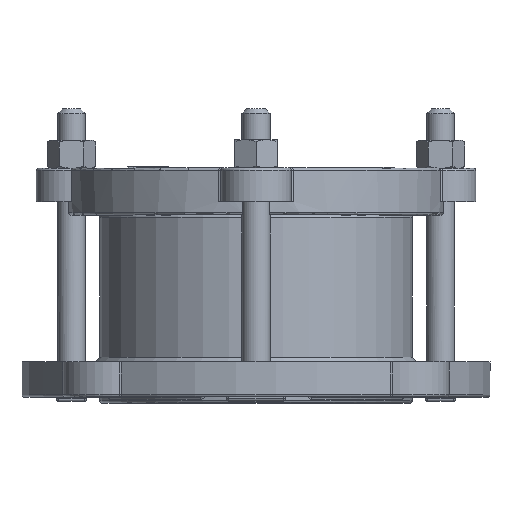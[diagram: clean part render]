
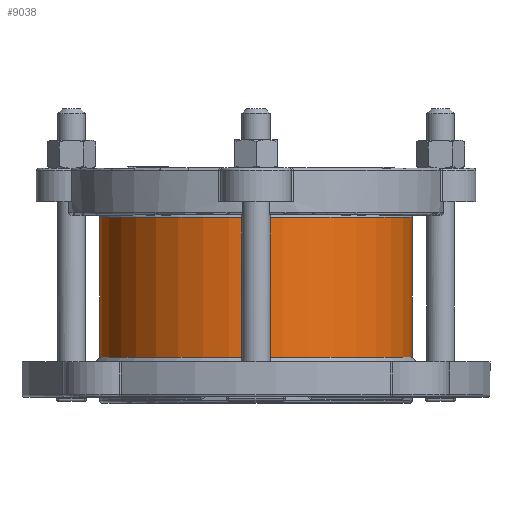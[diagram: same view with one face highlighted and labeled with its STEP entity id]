
A CAD part, top view. The second image highlights one B-rep face of the part: STEP entity #9038.
In plain terms, the highlighted cylindrical face has radius 66.5 mm (diameter 133 mm), a full revolution.
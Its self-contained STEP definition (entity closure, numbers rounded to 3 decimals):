
#114=CYLINDRICAL_SURFACE('',#9591,66.5);
#346=CIRCLE('',#9589,66.5);
#347=CIRCLE('',#9590,66.5);
#348=CIRCLE('',#9592,66.5);
#1172=FACE_OUTER_BOUND('',#1736,.T.);
#1736=EDGE_LOOP('',(#6524,#6525,#6526,#6527,#6528));
#2422=LINE('',#15358,#2969);
#2969=VECTOR('',#10920,66.5);
#3795=VERTEX_POINT('',#15351);
#3796=VERTEX_POINT('',#15353);
#3797=VERTEX_POINT('',#15357);
#4758=EDGE_CURVE('',#3795,#3796,#346,.T.);
#4759=EDGE_CURVE('',#3796,#3795,#347,.T.);
#4760=EDGE_CURVE('',#3796,#3797,#2422,.T.);
#4761=EDGE_CURVE('',#3797,#3797,#348,.T.);
#6524=ORIENTED_EDGE('',*,*,#4758,.F.);
#6525=ORIENTED_EDGE('',*,*,#4759,.F.);
#6526=ORIENTED_EDGE('',*,*,#4760,.T.);
#6527=ORIENTED_EDGE('',*,*,#4761,.F.);
#6528=ORIENTED_EDGE('',*,*,#4760,.F.);
#9038=ADVANCED_FACE('',(#1172),#114,.T.);
#9589=AXIS2_PLACEMENT_3D('',#15354,#10914,#10915);
#9590=AXIS2_PLACEMENT_3D('',#15355,#10916,#10917);
#9591=AXIS2_PLACEMENT_3D('',#15356,#10918,#10919);
#9592=AXIS2_PLACEMENT_3D('',#15359,#10921,#10922);
#10914=DIRECTION('center_axis',(0.,1.,0.));
#10915=DIRECTION('ref_axis',(1.,0.,0.));
#10916=DIRECTION('center_axis',(0.,1.,0.));
#10917=DIRECTION('ref_axis',(1.,0.,0.));
#10918=DIRECTION('center_axis',(0.,1.,0.));
#10919=DIRECTION('ref_axis',(-1.,0.,0.));
#10920=DIRECTION('',(0.,-1.,0.));
#10921=DIRECTION('center_axis',(0.,-1.,0.));
#10922=DIRECTION('ref_axis',(-1.,0.,0.));
#15351=CARTESIAN_POINT('',(0.,79.,-66.5));
#15353=CARTESIAN_POINT('',(66.5,79.,0.));
#15354=CARTESIAN_POINT('Origin',(0.,79.,0.));
#15355=CARTESIAN_POINT('Origin',(0.,79.,0.));
#15356=CARTESIAN_POINT('Origin',(0.,0.,0.));
#15357=CARTESIAN_POINT('',(66.5,19.5,0.));
#15358=CARTESIAN_POINT('',(66.5,0.,0.));
#15359=CARTESIAN_POINT('Origin',(0.,19.5,0.));
